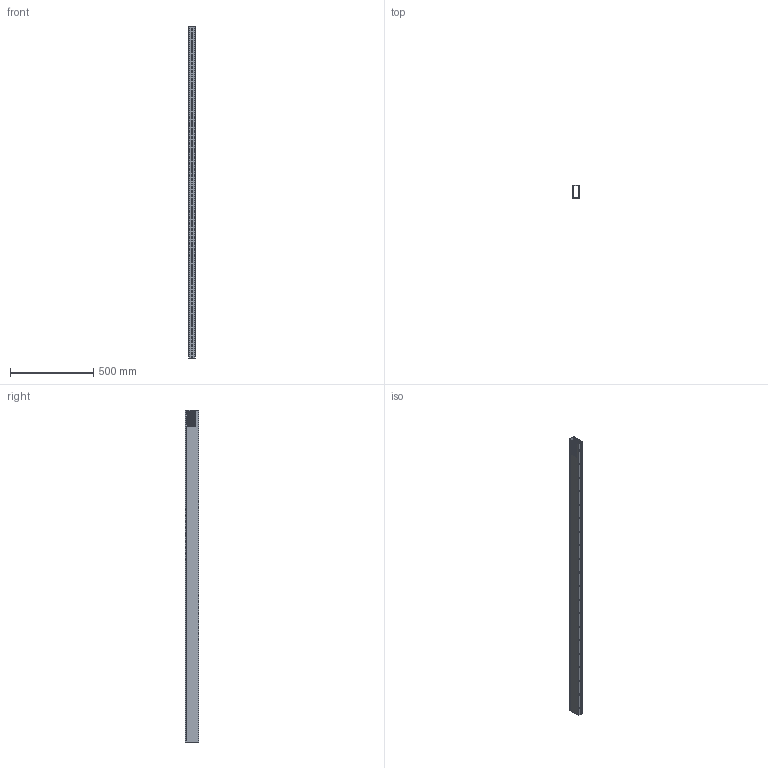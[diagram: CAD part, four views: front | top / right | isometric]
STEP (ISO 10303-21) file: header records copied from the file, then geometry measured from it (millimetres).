
FILE_DESCRIPTION (( 'STEP AP203' ), '1' );
FILE_NAME ('T1E-1530GA-1.step', '2023-06-22T20:19:38', ( '' ), ( '' ), 'SwSTEP 2.0', 'SolidWorks 2021', '' );
FILE_SCHEMA (( 'CONFIG_CONTROL_DESIGN' ));
Length unit declared in the file: millimetre
Products named in the file (1): T1E-1530GA-1
Bounding box: 40 x 80.79 x 2000 mm (x, y, z)
Volume: 939862.7 mm3; surface area: 1125444.4 mm2
Topology: 4 solids, 4 shells, 1017 faces, 2967 edges, 1978 vertices
Faces by surface type: plane 546, cylinder 431, cone 40
Entity records: 34210 total; most frequent: CARTESIAN_POINT 6203, ORIENTED_EDGE 5934, DIRECTION 5825, EDGE_CURVE 2967, VECTOR 1985, LINE 1985, VERTEX_POINT 1978, AXIS2_PLACEMENT_3D 1920
